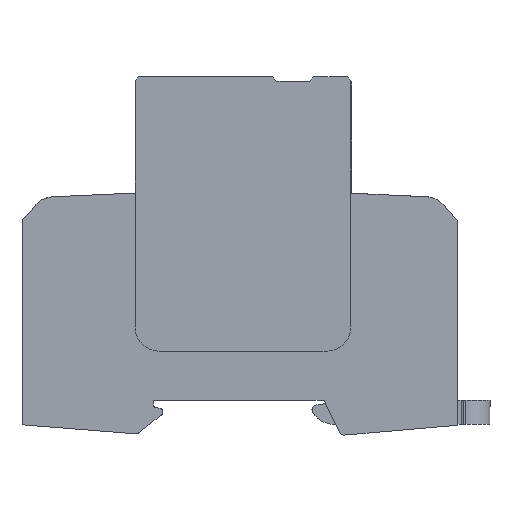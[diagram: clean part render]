
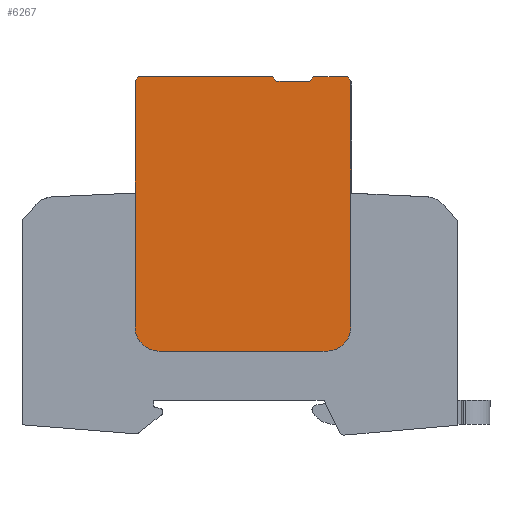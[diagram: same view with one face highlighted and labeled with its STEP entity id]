
A CAD part, left-side view. The second image highlights one B-rep face of the part: STEP entity #6267.
In plain terms, the highlighted planar face has unit normal (-1, 0, 0).
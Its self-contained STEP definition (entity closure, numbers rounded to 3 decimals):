
#3357=AXIS2_PLACEMENT_3D('Circle Axis2P3D',#3355,#3356,$) ;
#3371=AXIS2_PLACEMENT_3D('Circle Axis2P3D',#3369,#3370,$) ;
#3413=AXIS2_PLACEMENT_3D('Circle Axis2P3D',#3411,#3412,$) ;
#3420=AXIS2_PLACEMENT_3D('Circle Axis2P3D',#3418,#3419,$) ;
#6242=AXIS2_PLACEMENT_3D('Plane Axis2P3D',#6239,#6240,#6241) ;
#571=CARTESIAN_POINT('Vertex',(0.25,73.545,50.152)) ;
#2064=CARTESIAN_POINT('Vertex',(0.25,28.834,50.127)) ;
#2633=CARTESIAN_POINT('Line Origine',(0.25,73.545,61.844)) ;
#2637=CARTESIAN_POINT('Vertex',(0.25,73.545,73.536)) ;
#2745=CARTESIAN_POINT('Vertex',(0.25,73.545,22.416)) ;
#2748=CARTESIAN_POINT('Line Origine',(0.25,73.545,36.284)) ;
#3330=CARTESIAN_POINT('Line Origine',(0.25,28.834,36.272)) ;
#3334=CARTESIAN_POINT('Vertex',(0.25,28.834,22.416)) ;
#3355=CARTESIAN_POINT('Axis2P3D Location',(0.25,33.834,22.416)) ;
#3359=CARTESIAN_POINT('Vertex',(0.25,33.834,17.416)) ;
#3361=CARTESIAN_POINT('Vertex',(0.25,29.834,19.416)) ;
#3369=CARTESIAN_POINT('Axis2P3D Location',(0.25,33.834,22.416)) ;
#3384=CARTESIAN_POINT('Line Origine',(0.25,51.19,17.416)) ;
#3388=CARTESIAN_POINT('Vertex',(0.25,68.545,17.416)) ;
#3411=CARTESIAN_POINT('Axis2P3D Location',(0.25,68.545,22.416)) ;
#3415=CARTESIAN_POINT('Vertex',(0.25,72.545,19.416)) ;
#3418=CARTESIAN_POINT('Axis2P3D Location',(0.25,68.545,22.416)) ;
#5168=CARTESIAN_POINT('Vertex',(0.25,28.834,73.536)) ;
#5171=CARTESIAN_POINT('Line Origine',(0.25,28.834,61.832)) ;
#5999=CARTESIAN_POINT('Vertex',(0.25,36.533,74.236)) ;
#6002=CARTESIAN_POINT('Line Origine',(0.25,33.034,74.236)) ;
#6006=CARTESIAN_POINT('Vertex',(0.25,29.534,74.236)) ;
#6056=CARTESIAN_POINT('Vertex',(0.25,37.434,73.335)) ;
#6059=CARTESIAN_POINT('Line Origine',(0.25,36.984,73.786)) ;
#6081=CARTESIAN_POINT('Vertex',(0.25,44.134,73.335)) ;
#6084=CARTESIAN_POINT('Line Origine',(0.25,40.784,73.335)) ;
#6106=CARTESIAN_POINT('Vertex',(0.25,45.036,74.236)) ;
#6109=CARTESIAN_POINT('Line Origine',(0.25,44.585,73.786)) ;
#6126=CARTESIAN_POINT('Vertex',(0.25,72.845,74.236)) ;
#6129=CARTESIAN_POINT('Line Origine',(0.25,58.94,74.236)) ;
#6213=CARTESIAN_POINT('Line Origine',(0.25,73.195,73.886)) ;
#6239=CARTESIAN_POINT('Axis2P3D Location',(0.25,51.545,7.416)) ;
#6244=CARTESIAN_POINT('Line Origine',(0.25,29.184,73.886)) ;
#2634=DIRECTION('Vector Direction',(0.,0.,-1.)) ;
#2749=DIRECTION('Vector Direction',(0.,0.,1.)) ;
#3331=DIRECTION('Vector Direction',(0.,0.,-1.)) ;
#3356=DIRECTION('Axis2P3D Direction',(-1.,0.,0.)) ;
#3370=DIRECTION('Axis2P3D Direction',(-1.,0.,0.)) ;
#3385=DIRECTION('Vector Direction',(0.,1.,0.)) ;
#3412=DIRECTION('Axis2P3D Direction',(-1.,0.,0.)) ;
#3419=DIRECTION('Axis2P3D Direction',(-1.,0.,0.)) ;
#5172=DIRECTION('Vector Direction',(0.,0.,1.)) ;
#6003=DIRECTION('Vector Direction',(0.,-1.,0.)) ;
#6060=DIRECTION('Vector Direction',(0.,0.707,-0.707)) ;
#6085=DIRECTION('Vector Direction',(0.,1.,0.)) ;
#6110=DIRECTION('Vector Direction',(0.,0.707,0.707)) ;
#6130=DIRECTION('Vector Direction',(0.,-1.,0.)) ;
#6214=DIRECTION('Vector Direction',(0.,0.707,-0.707)) ;
#6240=DIRECTION('Axis2P3D Direction',(-1.,0.,0.)) ;
#6241=DIRECTION('Axis2P3D XDirection',(0.,-1.,0.)) ;
#6245=DIRECTION('Vector Direction',(0.,0.707,0.707)) ;
#2635=VECTOR('Line Direction',#2634,1.) ;
#2750=VECTOR('Line Direction',#2749,1.) ;
#3332=VECTOR('Line Direction',#3331,1.) ;
#3386=VECTOR('Line Direction',#3385,1.) ;
#5173=VECTOR('Line Direction',#5172,1.) ;
#6004=VECTOR('Line Direction',#6003,1.) ;
#6061=VECTOR('Line Direction',#6060,1.) ;
#6086=VECTOR('Line Direction',#6085,1.) ;
#6111=VECTOR('Line Direction',#6110,1.) ;
#6131=VECTOR('Line Direction',#6130,1.) ;
#6215=VECTOR('Line Direction',#6214,1.) ;
#6246=VECTOR('Line Direction',#6245,1.) ;
#6250=ORIENTED_EDGE('',*,*,#3417,.T.) ;
#6251=ORIENTED_EDGE('',*,*,#3390,.T.) ;
#6252=ORIENTED_EDGE('',*,*,#3363,.T.) ;
#6253=ORIENTED_EDGE('',*,*,#3373,.T.) ;
#6254=ORIENTED_EDGE('',*,*,#3336,.T.) ;
#6255=ORIENTED_EDGE('',*,*,#5175,.T.) ;
#6256=ORIENTED_EDGE('',*,*,#6248,.T.) ;
#6257=ORIENTED_EDGE('',*,*,#6008,.T.) ;
#6258=ORIENTED_EDGE('',*,*,#6063,.T.) ;
#6259=ORIENTED_EDGE('',*,*,#6088,.T.) ;
#6260=ORIENTED_EDGE('',*,*,#6113,.T.) ;
#6261=ORIENTED_EDGE('',*,*,#6133,.T.) ;
#6262=ORIENTED_EDGE('',*,*,#6217,.T.) ;
#6263=ORIENTED_EDGE('',*,*,#2639,.T.) ;
#6264=ORIENTED_EDGE('',*,*,#2752,.T.) ;
#6265=ORIENTED_EDGE('',*,*,#3422,.T.) ;
#6267=ADVANCED_FACE('VPU',(#6266),#6243,.T.) ;
#3358=CIRCLE('generated circle',#3357,5.) ;
#3372=CIRCLE('generated circle',#3371,5.) ;
#3414=CIRCLE('generated circle',#3413,5.) ;
#3421=CIRCLE('generated circle',#3420,5.) ;
#2639=EDGE_CURVE('',#2638,#572,#2636,.T.) ;
#2752=EDGE_CURVE('',#572,#2746,#2751,.F.) ;
#3336=EDGE_CURVE('',#3335,#2065,#3333,.F.) ;
#3363=EDGE_CURVE('',#3360,#3362,#3358,.T.) ;
#3373=EDGE_CURVE('',#3362,#3335,#3372,.T.) ;
#3390=EDGE_CURVE('',#3389,#3360,#3387,.F.) ;
#3417=EDGE_CURVE('',#3416,#3389,#3414,.T.) ;
#3422=EDGE_CURVE('',#2746,#3416,#3421,.T.) ;
#5175=EDGE_CURVE('',#2065,#5169,#5174,.T.) ;
#6008=EDGE_CURVE('',#6007,#6000,#6005,.F.) ;
#6063=EDGE_CURVE('',#6000,#6057,#6062,.T.) ;
#6088=EDGE_CURVE('',#6057,#6082,#6087,.T.) ;
#6113=EDGE_CURVE('',#6082,#6107,#6112,.T.) ;
#6133=EDGE_CURVE('',#6107,#6127,#6132,.F.) ;
#6217=EDGE_CURVE('',#6127,#2638,#6216,.T.) ;
#6248=EDGE_CURVE('',#5169,#6007,#6247,.T.) ;
#6249=EDGE_LOOP('',(#6250,#6251,#6252,#6253,#6254,#6255,#6256,#6257,#6258,#6259,#6260,#6261,#6262,#6263,#6264,#6265)) ;
#6266=FACE_OUTER_BOUND('',#6249,.T.) ;
#2636=LINE('Line',#2633,#2635) ;
#2751=LINE('Line',#2748,#2750) ;
#3333=LINE('Line',#3330,#3332) ;
#3387=LINE('Line',#3384,#3386) ;
#5174=LINE('Line',#5171,#5173) ;
#6005=LINE('Line',#6002,#6004) ;
#6062=LINE('Line',#6059,#6061) ;
#6087=LINE('Line',#6084,#6086) ;
#6112=LINE('Line',#6109,#6111) ;
#6132=LINE('Line',#6129,#6131) ;
#6216=LINE('Line',#6213,#6215) ;
#6247=LINE('Line',#6244,#6246) ;
#6243=PLANE('',#6242) ;
#572=VERTEX_POINT('',#571) ;
#2065=VERTEX_POINT('',#2064) ;
#2638=VERTEX_POINT('',#2637) ;
#2746=VERTEX_POINT('',#2745) ;
#3335=VERTEX_POINT('',#3334) ;
#3360=VERTEX_POINT('',#3359) ;
#3362=VERTEX_POINT('',#3361) ;
#3389=VERTEX_POINT('',#3388) ;
#3416=VERTEX_POINT('',#3415) ;
#5169=VERTEX_POINT('',#5168) ;
#6000=VERTEX_POINT('',#5999) ;
#6007=VERTEX_POINT('',#6006) ;
#6057=VERTEX_POINT('',#6056) ;
#6082=VERTEX_POINT('',#6081) ;
#6107=VERTEX_POINT('',#6106) ;
#6127=VERTEX_POINT('',#6126) ;
